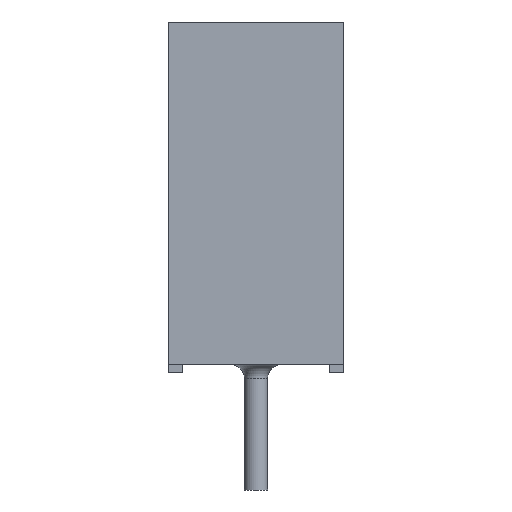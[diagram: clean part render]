
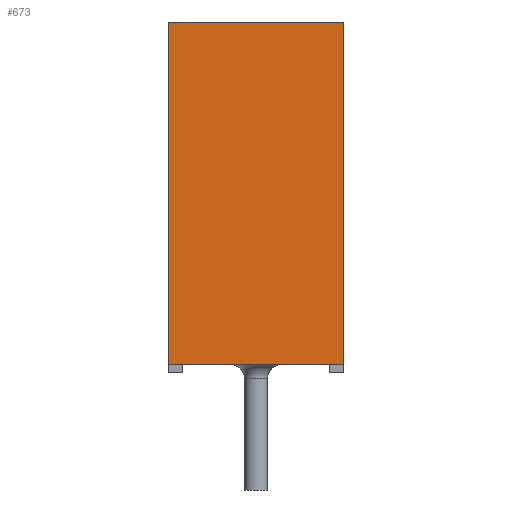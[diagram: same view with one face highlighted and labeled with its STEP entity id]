
A CAD part, left-side view. The second image highlights one B-rep face of the part: STEP entity #673.
In plain terms, the highlighted planar face has unit normal (-1, 0, 0).
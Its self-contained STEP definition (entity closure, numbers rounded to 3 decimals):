
#673 = ADVANCED_FACE( '', ( #1397 ), #1398, .F. );
#1397 = FACE_OUTER_BOUND( '', #2171, .T. );
#1398 = PLANE( '', #2172 );
#2171 = EDGE_LOOP( '', ( #4742, #4743, #4744, #4745 ) );
#2172 = AXIS2_PLACEMENT_3D( '', #4746, #4747, #4748 );
#4742 = ORIENTED_EDGE( '', *, *, #5174, .T. );
#4743 = ORIENTED_EDGE( '', *, *, #5403, .F. );
#4744 = ORIENTED_EDGE( '', *, *, #5596, .F. );
#4745 = ORIENTED_EDGE( '', *, *, #5252, .T. );
#4746 = CARTESIAN_POINT( '', ( -13., -3., 5.85 ) );
#4747 = DIRECTION( '', ( 1., 0., 0. ) );
#4748 = DIRECTION( '', ( 0., 0., -1. ) );
#5174 = EDGE_CURVE( '', #6131, #6132, #6133, .T. );
#5252 = EDGE_CURVE( '', #6267, #6131, #6268, .T. );
#5403 = EDGE_CURVE( '', #6500, #6132, #6502, .T. );
#5596 = EDGE_CURVE( '', #6267, #6500, #6754, .T. );
#6131 = VERTEX_POINT( '', #7953 );
#6132 = VERTEX_POINT( '', #7954 );
#6133 = LINE( '', #7955, #7956 );
#6267 = VERTEX_POINT( '', #8339 );
#6268 = LINE( '', #8340, #8341 );
#6500 = VERTEX_POINT( '', #8949 );
#6502 = LINE( '', #8952, #8953 );
#6754 = LINE( '', #9740, #9741 );
#7953 = CARTESIAN_POINT( '', ( -13., 3., 5.85 ) );
#7954 = CARTESIAN_POINT( '', ( -13., 3., -5.85 ) );
#7955 = CARTESIAN_POINT( '', ( -13., 3., 5.85 ) );
#7956 = VECTOR( '', #10233, 1000. );
#8339 = CARTESIAN_POINT( '', ( -13., -3., 5.85 ) );
#8340 = CARTESIAN_POINT( '', ( -13., -3., 5.85 ) );
#8341 = VECTOR( '', #10291, 1000. );
#8949 = CARTESIAN_POINT( '', ( -13., -3., -5.85 ) );
#8952 = CARTESIAN_POINT( '', ( -13., -3., -5.85 ) );
#8953 = VECTOR( '', #10377, 1000. );
#9740 = CARTESIAN_POINT( '', ( -13., -3., 5.85 ) );
#9741 = VECTOR( '', #10461, 1000. );
#10233 = DIRECTION( '', ( 0., 0., -1. ) );
#10291 = DIRECTION( '', ( 0., 1., 0. ) );
#10377 = DIRECTION( '', ( 0., 1., 0. ) );
#10461 = DIRECTION( '', ( 0., 0., -1. ) );
